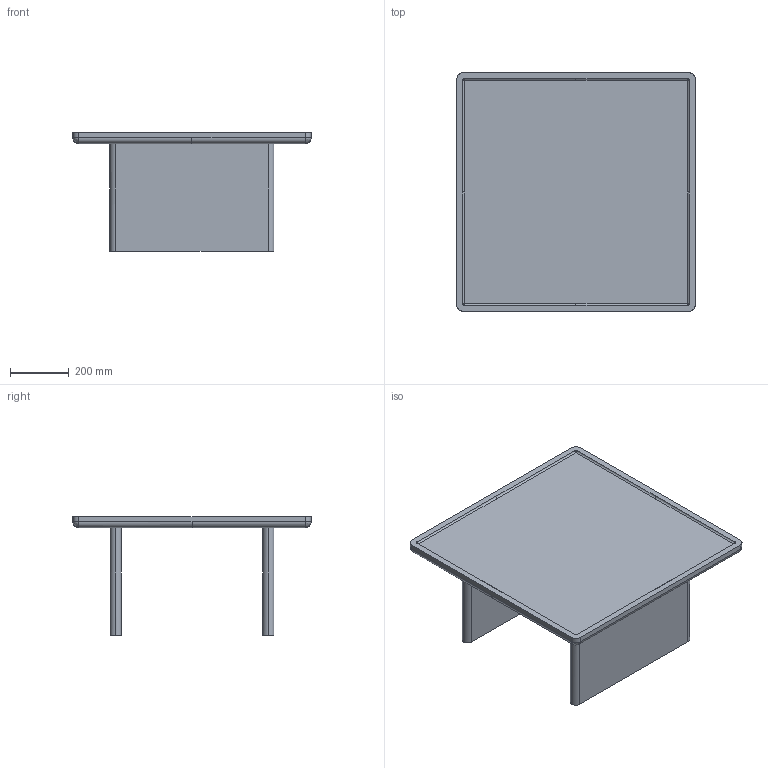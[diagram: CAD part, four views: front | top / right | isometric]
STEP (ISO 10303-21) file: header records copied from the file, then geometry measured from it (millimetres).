
FILE_DESCRIPTION(/* description */ (''),/* implementation_level */ '2;1');
FILE_NAME(/* name */ 'Asymmetric_CB-632T_3D',/* time_stamp */ '2023-10-06T13:31:40+02:00',/* author */ (''),/* organization */ (''),/* preprocessor_version */ 'ST-DEVELOPER v16.5',/* originating_system */ 'Rhino 7.31',/* authorisation */ '');
FILE_SCHEMA (('AUTOMOTIVE_DESIGN'));
Length unit declared in the file: centimetre
Products named in the file (2): Document; Asymmetric_CB-632T
Assembly tree (1 placements, depth 2):
  Document
    Asymmetric_CB-632T
Bounding box: 813 x 813 x 406 mm (x, y, z)
Volume: 36708903.1 mm3; surface area: 2366387 mm2
Topology: 3 solids, 3 shells, 51 faces, 124 edges, 80 vertices
Faces by surface type: cylinder 28, plane 15, bspline 8
Entity records: 1531 total; most frequent: CARTESIAN_POINT 651, ORIENTED_EDGE 248, EDGE_CURVE 124, VERTEX_POINT 80, B_SPLINE_CURVE_WITH_KNOTS 64, EDGE_LOOP 52, ADVANCED_FACE 51, FACE_OUTER_BOUND 51
